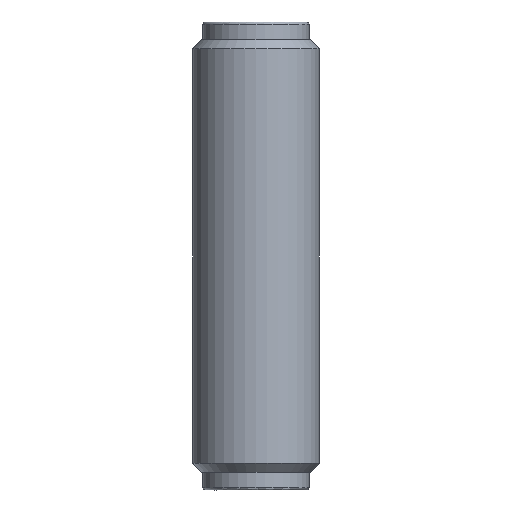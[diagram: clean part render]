
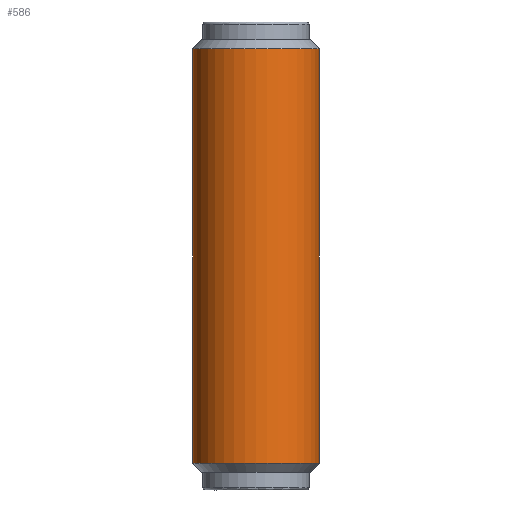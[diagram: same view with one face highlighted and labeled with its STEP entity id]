
A CAD part, front view. The second image highlights one B-rep face of the part: STEP entity #586.
In plain terms, the highlighted cylindrical face has radius 3.175 mm (diameter 6.35 mm), a partial arc.
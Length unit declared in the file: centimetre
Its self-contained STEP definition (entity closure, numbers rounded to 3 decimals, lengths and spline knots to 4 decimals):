
#91 = CYLINDRICAL_SURFACE ( 'NONE', #506, 0.3175 ) ;
#94 = FACE_OUTER_BOUND ( 'NONE', #231, .T. ) ;
#142 = CIRCLE ( 'NONE', #516, 0.3175 ) ;
#159 = CIRCLE ( 'NONE', #523, 0.3175 ) ;
#176 = VECTOR ( 'NONE', #615, 100. ) ;
#177 = LINE ( 'NONE', #648, #176 ) ;
#195 = VECTOR ( 'NONE', #897, 100. ) ;
#201 = LINE ( 'NONE', #611, #195 ) ;
#231 = EDGE_LOOP ( 'NONE', ( #250, #247, #248, #249 ) ) ;
#247 = ORIENTED_EDGE ( 'NONE', *, *, #500, .T. ) ;
#248 = ORIENTED_EDGE ( 'NONE', *, *, #423, .T. ) ;
#249 = ORIENTED_EDGE ( 'NONE', *, *, #536, .T. ) ;
#250 = ORIENTED_EDGE ( 'NONE', *, *, #457, .F. ) ;
#299 = VERTEX_POINT ( 'NONE', #931 ) ;
#321 = VERTEX_POINT ( 'NONE', #937 ) ;
#336 = VERTEX_POINT ( 'NONE', #920 ) ;
#366 = VERTEX_POINT ( 'NONE', #908 ) ;
#423 = EDGE_CURVE ( 'NONE', #321, #299, #201, .T. ) ;
#457 = EDGE_CURVE ( 'NONE', #336, #366, #177, .T. ) ;
#500 = EDGE_CURVE ( 'NONE', #336, #321, #159, .T. ) ;
#506 = AXIS2_PLACEMENT_3D ( 'NONE', #757, #756, #750 ) ;
#516 = AXIS2_PLACEMENT_3D ( 'NONE', #1067, #1065, #1063 ) ;
#523 = AXIS2_PLACEMENT_3D ( 'NONE', #1117, #1115, #1116 ) ;
#536 = EDGE_CURVE ( 'NONE', #299, #366, #142, .T. ) ;
#586 = ADVANCED_FACE ( 'NONE', ( #94 ), #91, .T. ) ;
#611 = CARTESIAN_POINT ( 'NONE',  ( -0.3175, 0., 0. ) ) ;
#615 = DIRECTION ( 'NONE',  ( 0., 0., -1. ) ) ;
#648 = CARTESIAN_POINT ( 'NONE',  ( 0.3175, 0., 0. ) ) ;
#750 = DIRECTION ( 'NONE',  ( -1., 0., 0. ) ) ;
#756 = DIRECTION ( 'NONE',  ( 0., 0., -1. ) ) ;
#757 = CARTESIAN_POINT ( 'NONE',  ( 0., 0., 0. ) ) ;
#897 = DIRECTION ( 'NONE',  ( 0., 0., -1. ) ) ;
#908 = CARTESIAN_POINT ( 'NONE',  ( 0.3175, 0., -2.2149 ) ) ;
#920 = CARTESIAN_POINT ( 'NONE',  ( 0.3175, 0., -0.1346 ) ) ;
#931 = CARTESIAN_POINT ( 'NONE',  ( -0.3175, 0., -2.2149 ) ) ;
#937 = CARTESIAN_POINT ( 'NONE',  ( -0.3175, 0., -0.1346 ) ) ;
#1063 = DIRECTION ( 'NONE',  ( -1., 0., 0. ) ) ;
#1065 = DIRECTION ( 'NONE',  ( 0., 0., 1. ) ) ;
#1067 = CARTESIAN_POINT ( 'NONE',  ( 0., 0., -2.2149 ) ) ;
#1115 = DIRECTION ( 'NONE',  ( 0., 0., -1. ) ) ;
#1116 = DIRECTION ( 'NONE',  ( -1., 0., 0. ) ) ;
#1117 = CARTESIAN_POINT ( 'NONE',  ( 0., 0., -0.1346 ) ) ;
